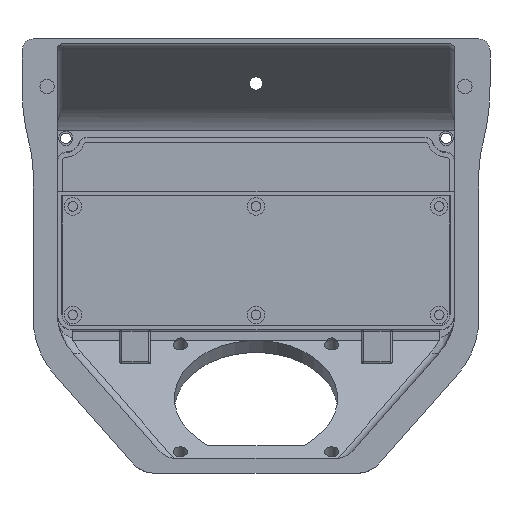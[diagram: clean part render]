
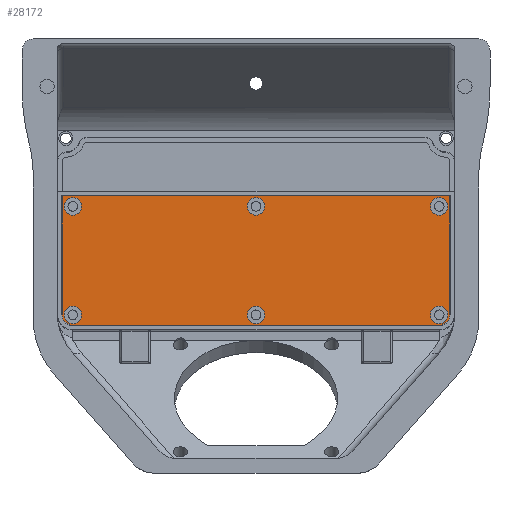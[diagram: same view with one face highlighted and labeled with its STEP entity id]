
A CAD part, front view. The second image highlights one B-rep face of the part: STEP entity #28172.
In plain terms, the highlighted planar face has unit normal (0, -1, 0).
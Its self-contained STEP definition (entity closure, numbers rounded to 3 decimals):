
#571=FACE_BOUND('',#4930,.T.);
#572=FACE_BOUND('',#4931,.T.);
#573=FACE_BOUND('',#4932,.T.);
#574=FACE_BOUND('',#4933,.T.);
#575=FACE_BOUND('',#4934,.T.);
#576=FACE_BOUND('',#4935,.T.);
#1763=PLANE('',#30089);
#3127=FACE_OUTER_BOUND('',#4929,.T.);
#4929=EDGE_LOOP('',(#26595,#26596,#26597,#26598,#26599,#26600));
#4930=EDGE_LOOP('',(#26601));
#4931=EDGE_LOOP('',(#26602));
#4932=EDGE_LOOP('',(#26603));
#4933=EDGE_LOOP('',(#26604));
#4934=EDGE_LOOP('',(#26605));
#4935=EDGE_LOOP('',(#26606));
#5382=CIRCLE('',#30037,2.9);
#5385=CIRCLE('',#30042,2.9);
#5388=CIRCLE('',#30047,2.9);
#5391=CIRCLE('',#30052,2.9);
#5394=CIRCLE('',#30057,2.9);
#5397=CIRCLE('',#30062,2.9);
#5400=CIRCLE('',#30067,3.571);
#5408=CIRCLE('',#30085,3.571);
#8778=LINE('',#50298,#12055);
#8781=LINE('',#50304,#12058);
#8790=LINE('',#50334,#12067);
#8794=LINE('',#50345,#12071);
#12055=VECTOR('',#37071,10.);
#12058=VECTOR('',#37076,10.);
#12067=VECTOR('',#37111,10.);
#12071=VECTOR('',#37123,10.);
#14640=VERTEX_POINT('',#50234);
#14643=VERTEX_POINT('',#50243);
#14646=VERTEX_POINT('',#50252);
#14649=VERTEX_POINT('',#50261);
#14652=VERTEX_POINT('',#50270);
#14655=VERTEX_POINT('',#50279);
#14658=VERTEX_POINT('',#50288);
#14659=VERTEX_POINT('',#50289);
#14662=VERTEX_POINT('',#50297);
#14664=VERTEX_POINT('',#50303);
#14672=VERTEX_POINT('',#50333);
#14674=VERTEX_POINT('',#50339);
#18599=EDGE_CURVE('',#14640,#14640,#5382,.T.);
#18603=EDGE_CURVE('',#14643,#14643,#5385,.T.);
#18607=EDGE_CURVE('',#14646,#14646,#5388,.T.);
#18611=EDGE_CURVE('',#14649,#14649,#5391,.T.);
#18615=EDGE_CURVE('',#14652,#14652,#5394,.T.);
#18619=EDGE_CURVE('',#14655,#14655,#5397,.T.);
#18623=EDGE_CURVE('',#14658,#14659,#5400,.T.);
#18627=EDGE_CURVE('',#14659,#14662,#8778,.T.);
#18630=EDGE_CURVE('',#14662,#14664,#8781,.T.);
#18645=EDGE_CURVE('',#14664,#14672,#8790,.T.);
#18648=EDGE_CURVE('',#14672,#14674,#5408,.T.);
#18651=EDGE_CURVE('',#14674,#14658,#8794,.T.);
#26595=ORIENTED_EDGE('',*,*,#18645,.F.);
#26596=ORIENTED_EDGE('',*,*,#18630,.F.);
#26597=ORIENTED_EDGE('',*,*,#18627,.F.);
#26598=ORIENTED_EDGE('',*,*,#18623,.F.);
#26599=ORIENTED_EDGE('',*,*,#18651,.F.);
#26600=ORIENTED_EDGE('',*,*,#18648,.F.);
#26601=ORIENTED_EDGE('',*,*,#18599,.T.);
#26602=ORIENTED_EDGE('',*,*,#18603,.T.);
#26603=ORIENTED_EDGE('',*,*,#18607,.T.);
#26604=ORIENTED_EDGE('',*,*,#18611,.T.);
#26605=ORIENTED_EDGE('',*,*,#18615,.T.);
#26606=ORIENTED_EDGE('',*,*,#18619,.T.);
#28172=ADVANCED_FACE('',(#3127,#571,#572,#573,#574,#575,#576),#1763,.T.);
#30037=AXIS2_PLACEMENT_3D('',#50235,#36997,#36998);
#30042=AXIS2_PLACEMENT_3D('',#50244,#37008,#37009);
#30047=AXIS2_PLACEMENT_3D('',#50253,#37019,#37020);
#30052=AXIS2_PLACEMENT_3D('',#50262,#37030,#37031);
#30057=AXIS2_PLACEMENT_3D('',#50271,#37041,#37042);
#30062=AXIS2_PLACEMENT_3D('',#50280,#37052,#37053);
#30067=AXIS2_PLACEMENT_3D('',#50290,#37063,#37064);
#30085=AXIS2_PLACEMENT_3D('',#50340,#37116,#37117);
#30089=AXIS2_PLACEMENT_3D('',#50348,#37127,#37128);
#36997=DIRECTION('center_axis',(0.,1.,0.));
#36998=DIRECTION('ref_axis',(1.,0.,0.));
#37008=DIRECTION('center_axis',(0.,1.,0.));
#37009=DIRECTION('ref_axis',(1.,0.,0.));
#37019=DIRECTION('center_axis',(0.,1.,0.));
#37020=DIRECTION('ref_axis',(1.,0.,0.));
#37030=DIRECTION('center_axis',(0.,1.,0.));
#37031=DIRECTION('ref_axis',(1.,0.,0.));
#37041=DIRECTION('center_axis',(0.,1.,0.));
#37042=DIRECTION('ref_axis',(1.,0.,0.));
#37052=DIRECTION('center_axis',(0.,1.,0.));
#37053=DIRECTION('ref_axis',(1.,0.,0.));
#37063=DIRECTION('center_axis',(0.,1.,0.));
#37064=DIRECTION('ref_axis',(-1.,0.,0.));
#37071=DIRECTION('',(0.,0.,1.));
#37076=DIRECTION('',(1.,0.,0.));
#37111=DIRECTION('',(0.,0.,-1.));
#37116=DIRECTION('center_axis',(0.,1.,0.));
#37117=DIRECTION('ref_axis',(0.,0.,
-1.));
#37123=DIRECTION('',(-1.,0.,0.));
#37127=DIRECTION('center_axis',(0.,-1.,0.));
#37128=DIRECTION('ref_axis',(0.,0.,-1.));
#50234=CARTESIAN_POINT('',(184.7,376.5,260.595));
#50235=CARTESIAN_POINT('Origin',(187.6,376.5,260.595));
#50243=CARTESIAN_POINT('',(63.5,376.5,296.455));
#50244=CARTESIAN_POINT('Origin',(66.4,376.5,296.455));
#50252=CARTESIAN_POINT('',(124.1,376.5,260.595));
#50253=CARTESIAN_POINT('Origin',(127.,376.5,260.595));
#50261=CARTESIAN_POINT('',(184.7,376.5,296.455));
#50262=CARTESIAN_POINT('Origin',(187.6,376.5,296.455));
#50270=CARTESIAN_POINT('',(124.1,376.5,296.455));
#50271=CARTESIAN_POINT('Origin',(127.,376.5,296.455));
#50279=CARTESIAN_POINT('',(63.5,376.5,260.595));
#50280=CARTESIAN_POINT('Origin',(66.4,376.5,260.595));
#50288=CARTESIAN_POINT('',(66.471,376.5,257.095));
#50289=CARTESIAN_POINT('',(62.9,376.5,260.666));
#50290=CARTESIAN_POINT('Origin',(66.471,376.5,260.666));
#50297=CARTESIAN_POINT('',(62.9,376.5,299.955));
#50298=CARTESIAN_POINT('',(62.9,376.5,289.24));
#50303=CARTESIAN_POINT('',(191.1,376.5,299.955));
#50304=CARTESIAN_POINT('',(159.05,376.5,299.955));
#50333=CARTESIAN_POINT('',(191.1,376.5,260.666));
#50334=CARTESIAN_POINT('',(191.1,376.5,269.596));
#50339=CARTESIAN_POINT('',(187.529,376.5,257.095));
#50340=CARTESIAN_POINT('Origin',(187.529,376.5,260.666));
#50345=CARTESIAN_POINT('',(96.735,376.5,257.095));
#50348=CARTESIAN_POINT('Origin',(127.,376.5,278.525));
